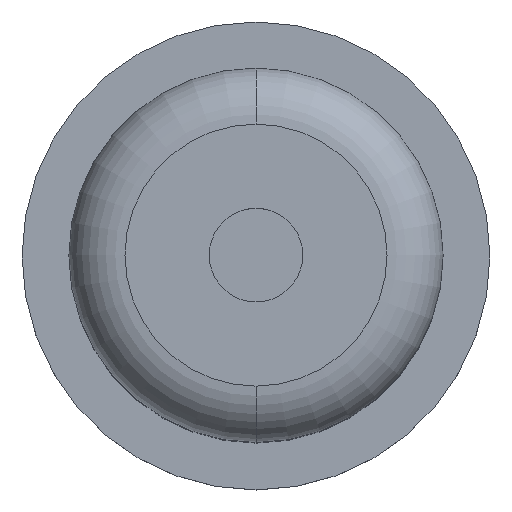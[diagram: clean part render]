
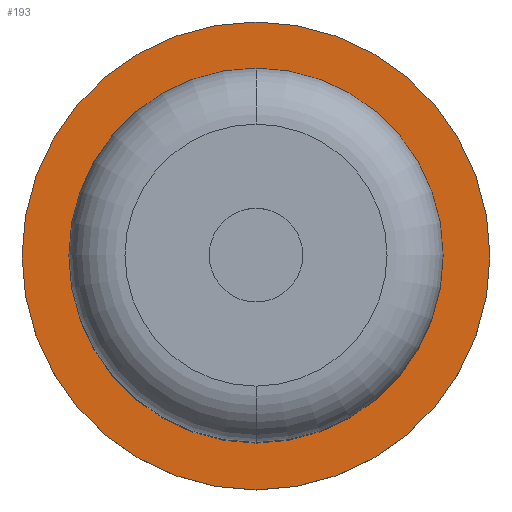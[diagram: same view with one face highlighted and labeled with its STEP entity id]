
A CAD part, top view. The second image highlights one B-rep face of the part: STEP entity #193.
In plain terms, the highlighted planar face has unit normal (0, 0, 1).
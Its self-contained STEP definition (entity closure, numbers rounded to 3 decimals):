
#166 = VERTEX_POINT('',#167);
#167 = CARTESIAN_POINT('',(0.,-1.,0.));
#172 = EDGE_CURVE('',#166,#173,#175,.T.);
#173 = VERTEX_POINT('',#174);
#174 = CARTESIAN_POINT('',(0.,1.,0.));
#175 = CIRCLE('',#176,1.);
#176 = AXIS2_PLACEMENT_3D('',#177,#178,#179);
#177 = CARTESIAN_POINT('',(0.,0.,0.));
#178 = DIRECTION('',(-0.,0.,1.));
#179 = DIRECTION('',(0.,-1.,0.));
#181 = EDGE_CURVE('',#173,#166,#182,.T.);
#182 = CIRCLE('',#183,1.);
#183 = AXIS2_PLACEMENT_3D('',#184,#185,#186);
#184 = CARTESIAN_POINT('',(0.,0.,0.));
#185 = DIRECTION('',(-0.,0.,1.));
#186 = DIRECTION('',(0.,-1.,0.));
#193 = ADVANCED_FACE('',(#194,#214),#218,.T.);
#194 = FACE_BOUND('',#195,.T.);
#195 = EDGE_LOOP('',(#196,#207));
#196 = ORIENTED_EDGE('',*,*,#197,.T.);
#197 = EDGE_CURVE('',#198,#200,#202,.T.);
#198 = VERTEX_POINT('',#199);
#199 = CARTESIAN_POINT('',(0.,-1.25,0.));
#200 = VERTEX_POINT('',#201);
#201 = CARTESIAN_POINT('',(0.,1.25,0.)
  );
#202 = CIRCLE('',#203,1.25);
#203 = AXIS2_PLACEMENT_3D('',#204,#205,#206);
#204 = CARTESIAN_POINT('',(0.,0.,0.));
#205 = DIRECTION('',(-0.,0.,1.));
#206 = DIRECTION('',(0.,-1.,0.));
#207 = ORIENTED_EDGE('',*,*,#208,.T.);
#208 = EDGE_CURVE('',#200,#198,#209,.T.);
#209 = CIRCLE('',#210,1.25);
#210 = AXIS2_PLACEMENT_3D('',#211,#212,#213);
#211 = CARTESIAN_POINT('',(0.,0.,0.));
#212 = DIRECTION('',(-0.,0.,1.));
#213 = DIRECTION('',(0.,-1.,0.));
#214 = FACE_BOUND('',#215,.T.);
#215 = EDGE_LOOP('',(#216,#217));
#216 = ORIENTED_EDGE('',*,*,#172,.F.);
#217 = ORIENTED_EDGE('',*,*,#181,.F.);
#218 = PLANE('',#219);
#219 = AXIS2_PLACEMENT_3D('',#220,#221,#222);
#220 = CARTESIAN_POINT('',(1.,0.,0.));
#221 = DIRECTION('',(0.,0.,1.));
#222 = DIRECTION('',(0.,-1.,0.));
